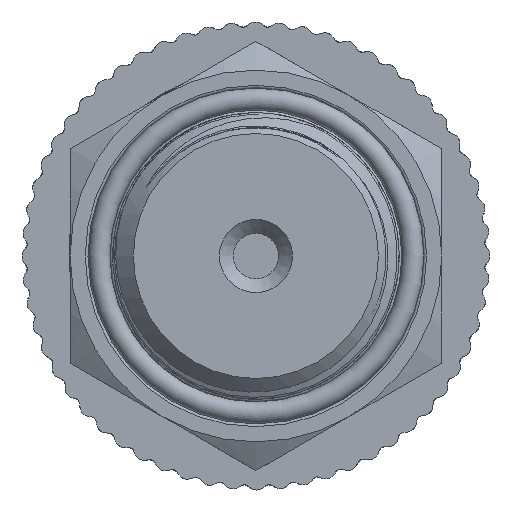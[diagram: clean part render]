
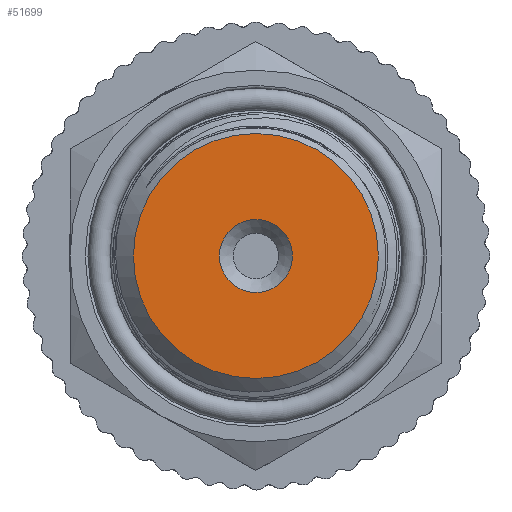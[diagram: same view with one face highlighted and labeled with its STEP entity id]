
A CAD part, left-side view. The second image highlights one B-rep face of the part: STEP entity #51699.
In plain terms, the highlighted face is planar.
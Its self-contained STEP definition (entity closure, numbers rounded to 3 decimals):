
#1069=FACE_BOUND('',#8388,.T.);
#2968=PLANE('',#55769);
#5661=FACE_OUTER_BOUND('',#8387,.T.);
#8387=EDGE_LOOP('',(#48235));
#8388=EDGE_LOOP('',(#48236));
#9203=CIRCLE('',#55706,8.9);
#9237=CIRCLE('',#55770,2.65);
#24704=VERTEX_POINT('',#110136);
#24744=VERTEX_POINT('',#114509);
#32499=EDGE_CURVE('',#24704,#24704,#9203,.T.);
#32578=EDGE_CURVE('',#24744,#24744,#9237,.T.);
#48235=ORIENTED_EDGE('',*,*,#32499,.T.);
#48236=ORIENTED_EDGE('',*,*,#32578,.F.);
#51699=ADVANCED_FACE('',(#5661,#1069),#2968,.T.);
#55706=AXIS2_PLACEMENT_3D('',#110138,#67881,#67882);
#55769=AXIS2_PLACEMENT_3D('',#114508,#68018,#68019);
#55770=AXIS2_PLACEMENT_3D('',#114510,#68020,#68021);
#67881=DIRECTION('center_axis',(1.,0.,0.));
#67882=DIRECTION('ref_axis',(0.,1.,0.));
#68018=DIRECTION('center_axis',(1.,0.,0.));
#68019=DIRECTION('ref_axis',(0.,0.,-1.));
#68020=DIRECTION('center_axis',(1.,0.,0.));
#68021=DIRECTION('ref_axis',(0.,0.,-1.));
#110136=CARTESIAN_POINT('',(0.,-8.9,0.));
#110138=CARTESIAN_POINT('Origin',(0.,0.,0.));
#114508=CARTESIAN_POINT('Origin',(0.,2.65,0.));
#114509=CARTESIAN_POINT('',(0.,-2.65,0.));
#114510=CARTESIAN_POINT('Origin',(0.,0.,
0.));
